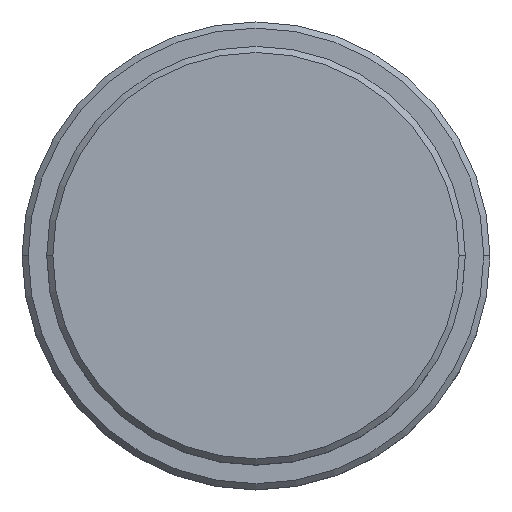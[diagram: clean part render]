
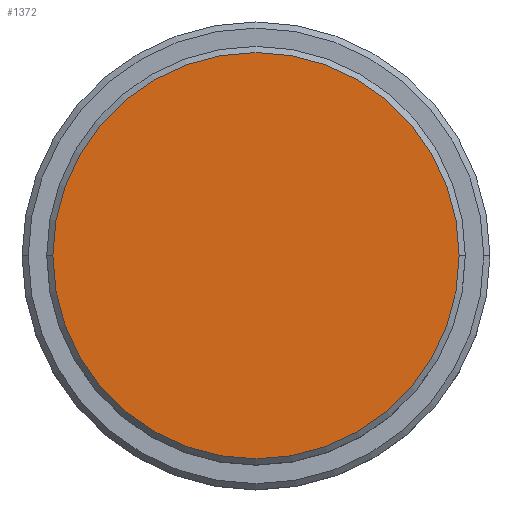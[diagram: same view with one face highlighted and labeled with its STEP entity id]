
A CAD part, top view. The second image highlights one B-rep face of the part: STEP entity #1372.
In plain terms, the highlighted planar face has unit normal (0, 0, 1).
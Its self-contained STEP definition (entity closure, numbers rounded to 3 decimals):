
#164 = CIRCLE ( 'NONE', #917, 16.5 ) ;
#189 = DIRECTION ( 'NONE',  ( 0., 0., 1. ) ) ;
#288 = CARTESIAN_POINT ( 'NONE',  ( 0., 0., 0. ) ) ;
#312 = CARTESIAN_POINT ( 'NONE',  ( 0., 0., 0. ) ) ;
#318 = FACE_OUTER_BOUND ( 'NONE', #1070, .T. ) ;
#320 = CARTESIAN_POINT ( 'NONE',  ( 0., 0., 0. ) ) ;
#335 = DIRECTION ( 'NONE',  ( 1., 0., 0. ) ) ;
#342 = DIRECTION ( 'NONE',  ( 0., 0., 1. ) ) ;
#353 = ORIENTED_EDGE ( 'NONE', *, *, #891, .T. ) ;
#372 = CIRCLE ( 'NONE', #748, 16.5 ) ;
#379 = EDGE_CURVE ( 'NONE', #633, #985, #164, .T. ) ;
#438 = DIRECTION ( 'NONE',  ( 1., 0., 0. ) ) ;
#534 = PLANE ( 'NONE',  #725 ) ;
#633 = VERTEX_POINT ( 'NONE', #731 ) ;
#725 = AXIS2_PLACEMENT_3D ( 'NONE', #312, #342, #335 ) ;
#731 = CARTESIAN_POINT ( 'NONE',  ( 16.5, 0., 0. ) ) ;
#748 = AXIS2_PLACEMENT_3D ( 'NONE', #320, #869, #438 ) ;
#869 = DIRECTION ( 'NONE',  ( 0., 0., 1. ) ) ;
#891 = EDGE_CURVE ( 'NONE', #985, #633, #372, .T. ) ;
#917 = AXIS2_PLACEMENT_3D ( 'NONE', #288, #189, #1166 ) ;
#985 = VERTEX_POINT ( 'NONE', #1081 ) ;
#1070 = EDGE_LOOP ( 'NONE', ( #353, #1101 ) ) ;
#1081 = CARTESIAN_POINT ( 'NONE',  ( -16.5, 0., 0. ) ) ;
#1101 = ORIENTED_EDGE ( 'NONE', *, *, #379, .T. ) ;
#1166 = DIRECTION ( 'NONE',  ( 1., 0., 0. ) ) ;
#1372 = ADVANCED_FACE ( 'NONE', ( #318 ), #534, .T. ) ;
